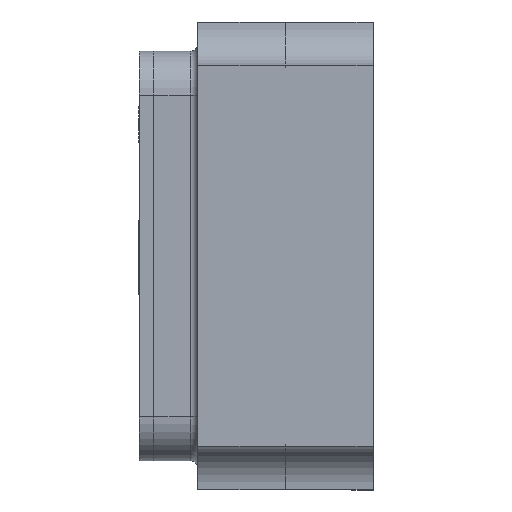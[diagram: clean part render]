
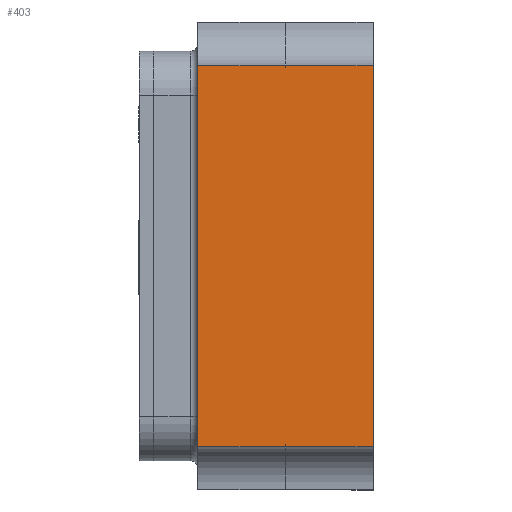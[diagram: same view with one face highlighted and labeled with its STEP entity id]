
A CAD part, left-side view. The second image highlights one B-rep face of the part: STEP entity #403.
In plain terms, the highlighted planar face has unit normal (-1, 0, 0).
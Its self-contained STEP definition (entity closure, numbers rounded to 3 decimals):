
#201 = PLANE ( 'NONE',  #5248 ) ;
#268 = LINE ( 'NONE', #5796, #6153 ) ;
#357 = LINE ( 'NONE', #5371, #6002 ) ;
#365 = VERTEX_POINT ( 'NONE', #5490 ) ;
#403 = ADVANCED_FACE ( 'NONE', ( #3832 ), #201, .F. ) ;
#890 = CARTESIAN_POINT ( 'NONE',  ( -1., 0.6, -0.65 ) ) ;
#895 = VERTEX_POINT ( 'NONE', #1140 ) ;
#1140 = CARTESIAN_POINT ( 'NONE',  ( -1., 0.3, -0.65 ) ) ;
#1445 = CARTESIAN_POINT ( 'NONE',  ( -1., -0.001, 0.65 ) ) ;
#1679 = DIRECTION ( 'NONE',  ( 0., 1., 0. ) ) ;
#1760 = CARTESIAN_POINT ( 'NONE',  ( -1., 0.3, 0.65 ) ) ;
#2187 = ORIENTED_EDGE ( 'NONE', *, *, #6536, .F. ) ;
#2303 = LINE ( 'NONE', #1445, #6237 ) ;
#2386 = DIRECTION ( 'NONE',  ( 1., 0., 0. ) ) ;
#2401 = VERTEX_POINT ( 'NONE', #6190 ) ;
#3322 = VERTEX_POINT ( 'NONE', #890 ) ;
#3398 = CARTESIAN_POINT ( 'NONE',  ( -1., 0., -0.65 ) ) ;
#3699 = ORIENTED_EDGE ( 'NONE', *, *, #9210, .F. ) ;
#3832 = FACE_OUTER_BOUND ( 'NONE', #8283, .T. ) ;
#3837 = LINE ( 'NONE', #4246, #6852 ) ;
#3846 = DIRECTION ( 'NONE',  ( 0., 0., -1. ) ) ;
#4012 = VECTOR ( 'NONE', #5108, 1000. ) ;
#4246 = CARTESIAN_POINT ( 'NONE',  ( -1., 0.6, -0.8 ) ) ;
#4553 = EDGE_CURVE ( 'NONE', #6372, #895, #357, .T. ) ;
#5108 = DIRECTION ( 'NONE',  ( 0., 0., 1. ) ) ;
#5136 = LINE ( 'NONE', #1760, #6638 ) ;
#5248 = AXIS2_PLACEMENT_3D ( 'NONE', #7561, #2386, #3846 ) ;
#5371 = CARTESIAN_POINT ( 'NONE',  ( -1., -0.001, -0.65 ) ) ;
#5490 = CARTESIAN_POINT ( 'NONE',  ( -1., 0., 0.65 ) ) ;
#5750 = LINE ( 'NONE', #9487, #4012 ) ;
#5796 = CARTESIAN_POINT ( 'NONE',  ( -1., -0.001, -0.65 ) ) ;
#5891 = DIRECTION ( 'NONE',  ( 0., -1., 0. ) ) ;
#5893 = ORIENTED_EDGE ( 'NONE', *, *, #8308, .F. ) ;
#5985 = ORIENTED_EDGE ( 'NONE', *, *, #7310, .T. ) ;
#6002 = VECTOR ( 'NONE', #1679, 1000. ) ;
#6153 = VECTOR ( 'NONE', #6523, 1000. ) ;
#6190 = CARTESIAN_POINT ( 'NONE',  ( -1., 0.6, 0.65 ) ) ;
#6237 = VECTOR ( 'NONE', #5891, 1000. ) ;
#6327 = VERTEX_POINT ( 'NONE', #9214 ) ;
#6372 = VERTEX_POINT ( 'NONE', #3398 ) ;
#6523 = DIRECTION ( 'NONE',  ( 0., 1., 0. ) ) ;
#6536 = EDGE_CURVE ( 'NONE', #2401, #6327, #2303, .T. ) ;
#6638 = VECTOR ( 'NONE', #7675, 1000. ) ;
#6852 = VECTOR ( 'NONE', #7906, 1000. ) ;
#7310 = EDGE_CURVE ( 'NONE', #6372, #365, #5750, .T. ) ;
#7561 = CARTESIAN_POINT ( 'NONE',  ( -1., 0.6, -0.8 ) ) ;
#7675 = DIRECTION ( 'NONE',  ( 0., -1., 0. ) ) ;
#7706 = ORIENTED_EDGE ( 'NONE', *, *, #4553, .F. ) ;
#7906 = DIRECTION ( 'NONE',  ( 0., 0., 1. ) ) ;
#8283 = EDGE_LOOP ( 'NONE', ( #3699, #8395, #7706, #5985, #5893, #2187 ) ) ;
#8308 = EDGE_CURVE ( 'NONE', #6327, #365, #5136, .T. ) ;
#8395 = ORIENTED_EDGE ( 'NONE', *, *, #9233, .F. ) ;
#9210 = EDGE_CURVE ( 'NONE', #3322, #2401, #3837, .T. ) ;
#9214 = CARTESIAN_POINT ( 'NONE',  ( -1., 0.3, 0.65 ) ) ;
#9233 = EDGE_CURVE ( 'NONE', #895, #3322, #268, .T. ) ;
#9487 = CARTESIAN_POINT ( 'NONE',  ( -1., 0., -0.8 ) ) ;
